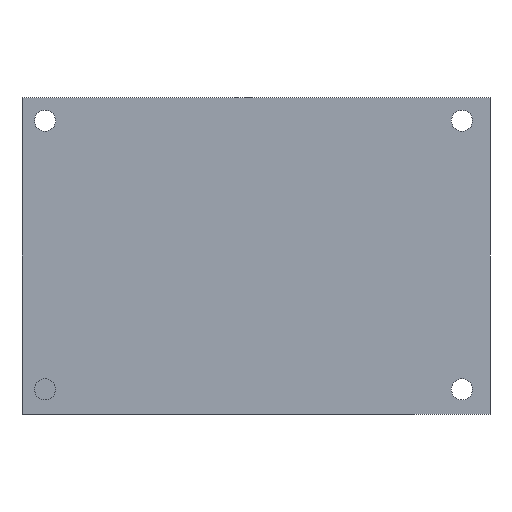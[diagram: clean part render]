
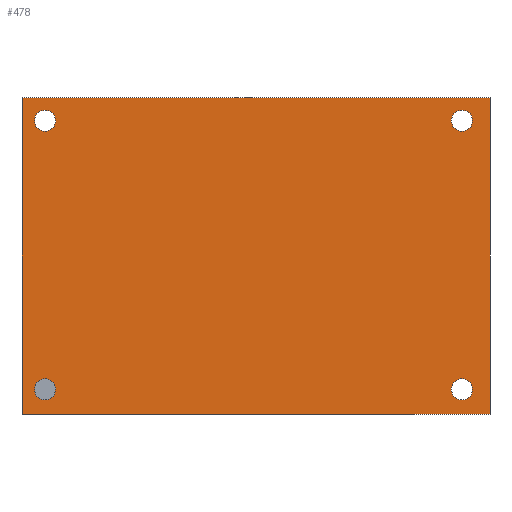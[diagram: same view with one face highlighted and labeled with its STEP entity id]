
A CAD part, front view. The second image highlights one B-rep face of the part: STEP entity #478.
In plain terms, the highlighted planar face has unit normal (0, -1, 0).
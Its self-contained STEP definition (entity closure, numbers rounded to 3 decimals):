
#39=FACE_BOUND('',#109,.T.);
#40=FACE_BOUND('',#110,.T.);
#41=FACE_BOUND('',#111,.T.);
#42=FACE_BOUND('',#112,.T.);
#56=PLANE('',#551);
#78=FACE_OUTER_BOUND('',#108,.T.);
#108=EDGE_LOOP('',(#381,#382,#383,#384));
#109=EDGE_LOOP('',(#385));
#110=EDGE_LOOP('',(#386));
#111=EDGE_LOOP('',(#387));
#112=EDGE_LOOP('',(#388));
#141=LINE('',#752,#185);
#145=LINE('',#760,#189);
#148=LINE('',#766,#192);
#151=LINE('',#771,#195);
#185=VECTOR('',#615,10.);
#189=VECTOR('',#621,10.);
#192=VECTOR('',#626,10.);
#195=VECTOR('',#631,10.);
#226=CIRCLE('',#536,1.75);
#228=CIRCLE('',#539,1.75);
#230=CIRCLE('',#542,1.75);
#232=CIRCLE('',#545,1.75);
#242=VERTEX_POINT('',#728);
#244=VERTEX_POINT('',#734);
#246=VERTEX_POINT('',#740);
#248=VERTEX_POINT('',#746);
#249=VERTEX_POINT('',#750);
#250=VERTEX_POINT('',#751);
#253=VERTEX_POINT('',#759);
#255=VERTEX_POINT('',#765);
#283=EDGE_CURVE('',#242,#242,#226,.T.);
#286=EDGE_CURVE('',#244,#244,#228,.T.);
#289=EDGE_CURVE('',#246,#246,#230,.T.);
#292=EDGE_CURVE('',#248,#248,#232,.T.);
#293=EDGE_CURVE('',#249,#250,#141,.T.);
#297=EDGE_CURVE('',#253,#249,#145,.T.);
#300=EDGE_CURVE('',#255,#253,#148,.T.);
#303=EDGE_CURVE('',#250,#255,#151,.T.);
#381=ORIENTED_EDGE('',*,*,#303,.F.);
#382=ORIENTED_EDGE('',*,*,#293,.F.);
#383=ORIENTED_EDGE('',*,*,#297,.F.);
#384=ORIENTED_EDGE('',*,*,#300,.F.);
#385=ORIENTED_EDGE('',*,*,#292,.F.);
#386=ORIENTED_EDGE('',*,*,#289,.F.);
#387=ORIENTED_EDGE('',*,*,#286,.F.);
#388=ORIENTED_EDGE('',*,*,#283,.F.);
#478=ADVANCED_FACE('',(#78,#39,#40,#41,#42),#56,.F.);
#536=AXIS2_PLACEMENT_3D('',#730,#590,#591);
#539=AXIS2_PLACEMENT_3D('',#736,#597,#598);
#542=AXIS2_PLACEMENT_3D('',#742,#604,#605);
#545=AXIS2_PLACEMENT_3D('',#748,#611,#612);
#551=AXIS2_PLACEMENT_3D('',#774,#635,#636);
#590=DIRECTION('center_axis',(0.,-1.,0.));
#591=DIRECTION('ref_axis',(1.,0.,0.));
#597=DIRECTION('center_axis',(0.,-1.,0.));
#598=DIRECTION('ref_axis',(1.,0.,0.));
#604=DIRECTION('center_axis',(0.,-1.,0.));
#605=DIRECTION('ref_axis',(1.,0.,0.));
#611=DIRECTION('center_axis',(0.,-1.,0.));
#612=DIRECTION('ref_axis',(1.,0.,0.));
#615=DIRECTION('',(0.,0.,-1.));
#621=DIRECTION('',(1.,0.,0.));
#626=DIRECTION('',(0.,0.,1.));
#631=DIRECTION('',(-1.,0.,0.));
#635=DIRECTION('center_axis',(0.,1.,0.));
#636=DIRECTION('ref_axis',(1.,0.,0.));
#728=CARTESIAN_POINT('',(2.06,0.,-48.26));
#730=CARTESIAN_POINT('Origin',(3.81,0.,-48.26));
#734=CARTESIAN_POINT('',(2.06,0.,-3.81));
#736=CARTESIAN_POINT('Origin',(3.81,0.,-3.81));
#740=CARTESIAN_POINT('',(71.06,0.,-48.26));
#742=CARTESIAN_POINT('Origin',(72.81,0.,-48.26));
#746=CARTESIAN_POINT('',(71.06,0.,-3.81));
#748=CARTESIAN_POINT('Origin',(72.81,0.,-3.81));
#750=CARTESIAN_POINT('',(77.45,0.,0.));
#751=CARTESIAN_POINT('',(77.45,0.,-52.375));
#752=CARTESIAN_POINT('',(77.45,0.,0.));
#759=CARTESIAN_POINT('',(0.,0.,0.));
#760=CARTESIAN_POINT('',(0.,0.,0.));
#765=CARTESIAN_POINT('',(0.,0.,-52.375));
#766=CARTESIAN_POINT('',(0.,0.,-52.375));
#771=CARTESIAN_POINT('',(77.45,0.,-52.375));
#774=CARTESIAN_POINT('Origin',(38.725,0.,-26.188));
